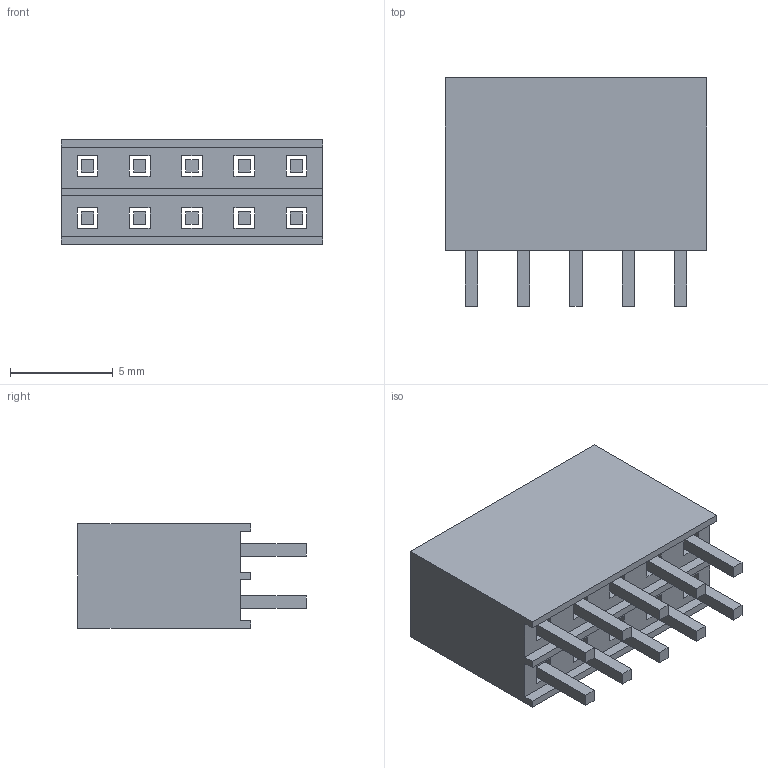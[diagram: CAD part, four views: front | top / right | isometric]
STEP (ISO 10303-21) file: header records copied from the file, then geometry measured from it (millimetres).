
FILE_DESCRIPTION (( 'STEP AP214' ), '1' );
FILE_NAME ('D5B183A1-DE5D-4BC5-9E2A-937019C73E53.STEP', '2023-06-13T07:34:13', ( '' ), ( '' ), 'SwSTEP 2.0', 'SolidWorks 2022', '' );
FILE_SCHEMA (( 'AUTOMOTIVE_DESIGN' ));
Length unit declared in the file: millimetre
Products named in the file (1): D5B183A1-DE5D-4BC5-9E2A-937019C73E53
Bounding box: 12.7 x 11.1 x 5.08 mm (x, y, z)
Volume: 459.7 mm3; surface area: 901.9 mm2
Topology: 11 solids, 11 shells, 154 faces, 356 edges, 224 vertices
Faces by surface type: plane 154
Entity records: 6078 total; most frequent: CARTESIAN_POINT 735, ORIENTED_EDGE 712, DIRECTION 666, VECTOR 356, EDGE_CURVE 356, LINE 356, VERTEX_POINT 224, EDGE_LOOP 174
